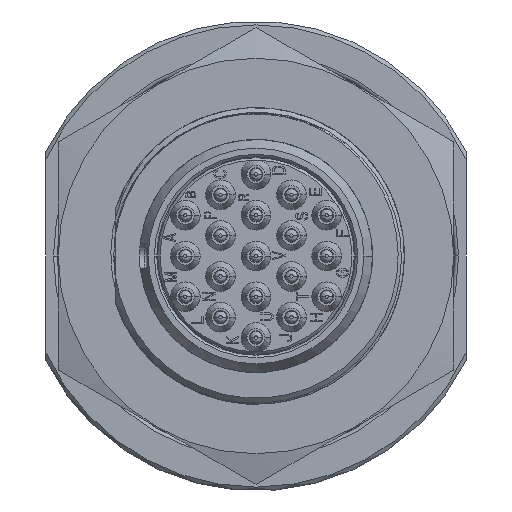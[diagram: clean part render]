
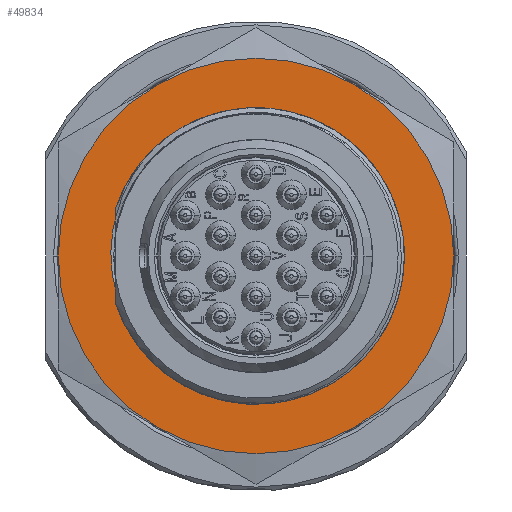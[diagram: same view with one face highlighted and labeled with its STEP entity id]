
A CAD part, left-side view. The second image highlights one B-rep face of the part: STEP entity #49834.
In plain terms, the highlighted planar face has unit normal (-1, 0, 0).
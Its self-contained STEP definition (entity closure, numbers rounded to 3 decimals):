
#696=CARTESIAN_POINT('',(-4.,-5.426,10.617));
#697=CARTESIAN_POINT('',(-4.,-5.76,10.456));
#698=CARTESIAN_POINT('',(-4.,-6.408,10.105));
#699=CARTESIAN_POINT('',(-4.,-7.332,9.489));
#700=CARTESIAN_POINT('',(-4.,-7.909,9.021));
#701=CARTESIAN_POINT('',(-4.,-8.187,8.773));
#914=CARTESIAN_POINT('',(-4.,-8.187,-8.773));
#915=CARTESIAN_POINT('',(-4.,-7.901,-9.029));
#916=CARTESIAN_POINT('',(-4.,-7.306,-9.509));
#917=CARTESIAN_POINT('',(-4.,-6.346,-10.144));
#918=CARTESIAN_POINT('',(-4.,-5.335,-10.681));
#919=CARTESIAN_POINT('',(-4.,-4.277,-11.118));
#920=CARTESIAN_POINT('',(-4.,-3.182,-11.452));
#921=CARTESIAN_POINT('',(-4.,-2.067,-11.678));
#922=CARTESIAN_POINT('',(-4.,-0.931,-11.796));
#923=CARTESIAN_POINT('',(-4.,0.203,-11.805));
#924=CARTESIAN_POINT('',(-4.,1.335,-11.704));
#925=CARTESIAN_POINT('',(-4.,2.45,-11.495));
#926=CARTESIAN_POINT('',(-4.,3.534,-11.182));
#927=CARTESIAN_POINT('',(-4.,4.586,-10.764));
#928=CARTESIAN_POINT('',(-4.,5.586,-10.25));
#929=CARTESIAN_POINT('',(-4.,6.535,-9.641));
#930=CARTESIAN_POINT('',(-4.,7.122,-9.178));
#931=CARTESIAN_POINT('',(-4.,7.405,-8.932));
#957=CARTESIAN_POINT('',(-4.,0.,0.));
#958=DIRECTION('',(1.,0.,0.));
#959=DIRECTION('',(0.,-0.5,0.866));
#960=AXIS2_PLACEMENT_3D('',#957,#958,#959);
#962=CARTESIAN_POINT('',(-4.,0.,0.));
#963=DIRECTION('',(1.,0.,0.));
#964=DIRECTION('',(0.,-1.,0.));
#965=AXIS2_PLACEMENT_3D('',#962,#963,#964);
#967=CARTESIAN_POINT('',(-4.,0.,0.));
#968=DIRECTION('',(1.,0.,0.));
#969=DIRECTION('',(0.,0.5,-0.866));
#970=AXIS2_PLACEMENT_3D('',#967,#968,#969);
#972=CARTESIAN_POINT('',(-4.,0.,0.));
#973=DIRECTION('',(1.,0.,0.));
#974=DIRECTION('',(0.,1.,0.));
#975=AXIS2_PLACEMENT_3D('',#972,#973,#974);
#977=CARTESIAN_POINT('',(-4.,0.,12.));
#978=CARTESIAN_POINT('',(-4.,-0.379,11.995));
#979=CARTESIAN_POINT('',(-4.,-1.132,11.949));
#980=CARTESIAN_POINT('',(-4.,-2.252,11.774));
#981=CARTESIAN_POINT('',(-4.,-3.348,11.494));
#982=CARTESIAN_POINT('',(-4.,-4.413,11.112));
#983=CARTESIAN_POINT('',(-4.,-5.093,10.793));
#984=CARTESIAN_POINT('',(-4.,-5.426,10.617));
#986=CARTESIAN_POINT('',(-4.,7.405,-8.932));
#987=CARTESIAN_POINT('',(-4.,7.714,-8.682));
#988=CARTESIAN_POINT('',(-4.,8.305,-8.154));
#989=CARTESIAN_POINT('',(-4.,9.109,-7.272));
#990=CARTESIAN_POINT('',(-4.,9.818,-6.312));
#991=CARTESIAN_POINT('',(-4.,10.427,-5.283));
#992=CARTESIAN_POINT('',(-4.,10.928,-4.196));
#993=CARTESIAN_POINT('',(-4.,11.315,-3.063));
#994=CARTESIAN_POINT('',(-4.,11.585,-1.895));
#995=CARTESIAN_POINT('',(-4.,11.735,-0.703));
#996=CARTESIAN_POINT('',(-4.,11.762,0.498));
#997=CARTESIAN_POINT('',(-4.,11.666,1.697));
#998=CARTESIAN_POINT('',(-4.,11.448,2.881));
#999=CARTESIAN_POINT('',(-4.,11.111,4.039));
#1000=CARTESIAN_POINT('',(-4.,10.657,5.156));
#1001=CARTESIAN_POINT('',(-4.,10.09,6.224));
#1002=CARTESIAN_POINT('',(-4.,9.417,7.229));
#1003=CARTESIAN_POINT('',(-4.,8.645,8.16));
#1004=CARTESIAN_POINT('',(-4.,7.781,9.01));
#1005=CARTESIAN_POINT('',(-4.,6.834,9.768));
#1006=CARTESIAN_POINT('',(-4.,5.814,10.427));
#1007=CARTESIAN_POINT('',(-4.,4.731,10.979));
#1008=CARTESIAN_POINT('',(-4.,3.596,11.418));
#1009=CARTESIAN_POINT('',(-4.,2.421,11.741));
#1010=CARTESIAN_POINT('',(-4.,1.218,11.942));
#1011=CARTESIAN_POINT('',(-4.,0.408,11.994));
#1012=CARTESIAN_POINT('',(-4.,0.,12.));
#1014=CARTESIAN_POINT('',(-4.,0.,0.));
#1015=DIRECTION('',(-1.,0.,0.));
#1016=DIRECTION('',(0.,-0.5,0.866));
#1017=AXIS2_PLACEMENT_3D('',#1014,#1015,#1016);
#2084=CARTESIAN_POINT('',(-4.,0.,0.));
#2085=DIRECTION('',(-1.,0.,0.));
#2086=DIRECTION('',(0.,0.5,-0.866));
#2087=AXIS2_PLACEMENT_3D('',#2084,#2085,#2086);
#2089=CARTESIAN_POINT('',(-4.,0.,0.));
#2090=DIRECTION('',(1.,0.,0.));
#2091=DIRECTION('',(0.,-0.682,0.731));
#2092=AXIS2_PLACEMENT_3D('',#2089,#2090,#2091);
#40901=CARTESIAN_POINT('',(-4.,-8.,13.856));
#40902=CARTESIAN_POINT('',(-4.,-16.,0.));
#40903=VERTEX_POINT('',#40901);
#40904=VERTEX_POINT('',#40902);
#40905=CARTESIAN_POINT('',(-4.,-8.,-13.856));
#40906=VERTEX_POINT('',#40905);
#40907=CARTESIAN_POINT('',(-4.,8.,-13.856));
#40908=CARTESIAN_POINT('',(-4.,16.,0.));
#40909=VERTEX_POINT('',#40907);
#40910=VERTEX_POINT('',#40908);
#40911=CARTESIAN_POINT('',(-4.,8.,13.856));
#40912=VERTEX_POINT('',#40911);
#40925=CARTESIAN_POINT('',(-4.,-8.187,8.773));
#40926=CARTESIAN_POINT('',(-4.,-8.187,-8.773));
#40927=VERTEX_POINT('',#40925);
#40928=VERTEX_POINT('',#40926);
#40936=VERTEX_POINT('',#696);
#40937=VERTEX_POINT('',#931);
#40949=VERTEX_POINT('',#1012);
#49807=CARTESIAN_POINT('',(-4.,0.,0.));
#49808=DIRECTION('',(1.,0.,0.));
#49809=DIRECTION('',(0.,0.,-1.));
#49810=AXIS2_PLACEMENT_3D('',#49807,#49808,#49809);
#49811=PLANE('401',#49810);
#49813=ORIENTED_EDGE('3671',*,*,#49812,.F.);
#49815=ORIENTED_EDGE('3636',*,*,#49814,.T.);
#49817=ORIENTED_EDGE('3637',*,*,#49816,.T.);
#49819=ORIENTED_EDGE('3670',*,*,#49818,.F.);
#49821=ORIENTED_EDGE('3638',*,*,#49820,.T.);
#49823=ORIENTED_EDGE('3639',*,*,#49822,.T.);
#49824=EDGE_LOOP('401',(#49813,#49815,#49817,#49819,#49821,#49823));
#49825=FACE_OUTER_BOUND('401',#49824,.F.);
#49827=ORIENTED_EDGE('3674',*,*,#49826,.F.);
#49828=ORIENTED_EDGE('3687',*,*,#49373,.F.);
#49829=ORIENTED_EDGE('3737',*,*,#49547,.F.);
#49830=ORIENTED_EDGE('3736',*,*,#49620,.F.);
#49831=ORIENTED_EDGE('3689',*,*,#49795,.F.);
#49832=EDGE_LOOP('401',(#49827,#49828,#49829,#49830,#49831));
#49833=FACE_BOUND('401',#49832,.F.);
#702=B_SPLINE_CURVE_WITH_KNOTS('3687',3,(#696,#697,#698,#699,#700,#701),
.UNSPECIFIED.,.F.,.F.,(4,1,1,4),(0.,0.333,0.667,1.),
.UNSPECIFIED.);
#932=B_SPLINE_CURVE_WITH_KNOTS('3689',3,(#914,#915,#916,#917,#918,#919,#920,
#921,#922,#923,#924,#925,#926,#927,#928,#929,#930,#931),.UNSPECIFIED.,.F.,.F.,
(4,1,1,1,1,1,1,1,1,1,1,1,1,1,1,4),(0.,0.067,0.133,
0.2,0.267,0.333,0.4,0.467,
0.533,0.6,0.667,0.733,0.8,
0.867,0.933,1.),.UNSPECIFIED.);
#961=CIRCLE('3636',#960,16.);
#966=CIRCLE('3637',#965,16.);
#971=CIRCLE('3638',#970,16.);
#976=CIRCLE('3639',#975,16.);
#985=B_SPLINE_CURVE_WITH_KNOTS('3737',3,(#977,#978,#979,#980,#981,#982,#983,
#984),.UNSPECIFIED.,.F.,.F.,(4,1,1,1,1,4),(0.,0.2,0.4,0.6,0.8,1.),
.UNSPECIFIED.);
#1013=B_SPLINE_CURVE_WITH_KNOTS('3736',3,(#986,#987,#988,#989,#990,#991,#992,
#993,#994,#995,#996,#997,#998,#999,#1000,#1001,#1002,#1003,#1004,#1005,#1006,
#1007,#1008,#1009,#1010,#1011,#1012),.UNSPECIFIED.,.F.,.F.,(4,1,1,1,1,1,1,1,1,1,
1,1,1,1,1,1,1,1,1,1,1,1,1,1,4),(0.,0.042,0.083,
0.125,0.167,0.208,0.25,0.292,
0.333,0.375,0.417,0.458,0.5,
0.542,0.583,0.625,0.667,0.708,
0.75,0.792,0.833,0.875,0.917,
0.958,1.),.UNSPECIFIED.);
#1018=CIRCLE('3671',#1017,16.);
#2088=CIRCLE('3670',#2087,16.);
#2093=CIRCLE('3674',#2092,12.);
#49373=EDGE_CURVE('3687',#40936,#40927,#702,.T.);
#49547=EDGE_CURVE('3737',#40949,#40936,#985,.T.);
#49620=EDGE_CURVE('3736',#40937,#40949,#1013,.T.);
#49795=EDGE_CURVE('3689',#40928,#40937,#932,.T.);
#49812=EDGE_CURVE('3671',#40903,#40912,#1018,.T.);
#49814=EDGE_CURVE('3636',#40903,#40904,#961,.T.);
#49816=EDGE_CURVE('3637',#40904,#40906,#966,.T.);
#49818=EDGE_CURVE('3670',#40909,#40906,#2088,.T.);
#49820=EDGE_CURVE('3638',#40909,#40910,#971,.T.);
#49822=EDGE_CURVE('3639',#40910,#40912,#976,.T.);
#49826=EDGE_CURVE('3674',#40927,#40928,#2093,.T.);
#49834=ADVANCED_FACE('401',(#49825,#49833),#49811,.F.);
